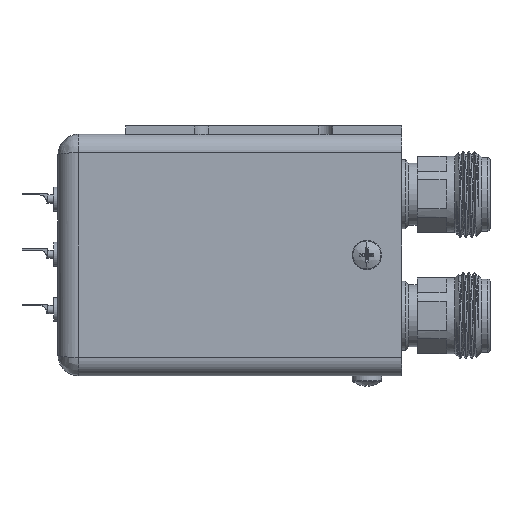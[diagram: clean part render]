
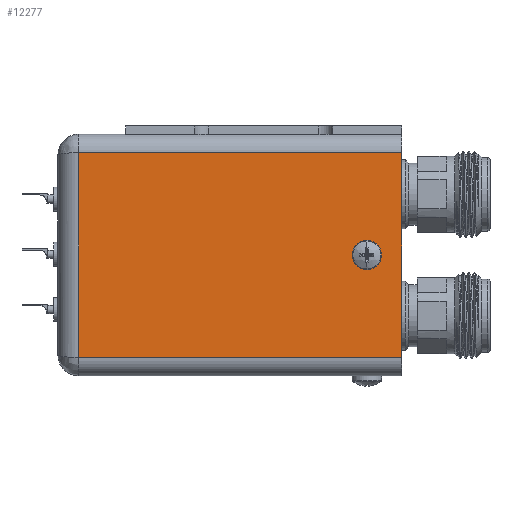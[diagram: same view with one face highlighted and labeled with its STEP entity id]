
A CAD part, left-side view. The second image highlights one B-rep face of the part: STEP entity #12277.
In plain terms, the highlighted planar face has unit normal (-1, 0, 0).
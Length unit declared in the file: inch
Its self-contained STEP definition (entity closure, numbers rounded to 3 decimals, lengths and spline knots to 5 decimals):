
#277 = EDGE_CURVE ( 'NONE', #15060, #27499, #20731, .T. ) ;
#596 = DIRECTION ( 'NONE',  ( 0., 0., 1. ) ) ;
#664 = VECTOR ( 'NONE', #9098, 39.37008 ) ;
#1173 = CARTESIAN_POINT ( 'NONE',  ( -0.875, 0., 0. ) ) ;
#1973 = EDGE_LOOP ( 'NONE', ( #6588, #22634, #25882, #11246 ) ) ;
#6588 = ORIENTED_EDGE ( 'NONE', *, *, #10200, .F. ) ;
#7436 = ORIENTED_EDGE ( 'NONE', *, *, #27095, .F. ) ;
#7581 = AXIS2_PLACEMENT_3D ( 'NONE', #16407, #25594, #596 ) ;
#9098 = DIRECTION ( 'NONE',  ( 0., 1., 0. ) ) ;
#9251 = CARTESIAN_POINT ( 'NONE',  ( -0.875, 0.252, 0. ) ) ;
#9476 = PLANE ( 'NONE',  #20914 ) ;
#9986 = CIRCLE ( 'NONE', #7581, 0.0675 ) ;
#10200 = EDGE_CURVE ( 'NONE', #15060, #14325, #27321, .T. ) ;
#10745 = EDGE_CURVE ( 'NONE', #14325, #13998, #23682, .T. ) ;
#11061 = EDGE_LOOP ( 'NONE', ( #26998, #7436 ) ) ;
#11246 = ORIENTED_EDGE ( 'NONE', *, *, #10745, .F. ) ;
#12277 = ADVANCED_FACE ( 'NONE', ( #18650, #18211 ), #9476, .F. ) ;
#12460 = DIRECTION ( 'NONE',  ( 0., 0., 1. ) ) ;
#13449 = DIRECTION ( 'NONE',  ( -1., 0., 0. ) ) ;
#13875 = CARTESIAN_POINT ( 'NONE',  ( -0.875, 0.252, 0.0675 ) ) ;
#13972 = CARTESIAN_POINT ( 'NONE',  ( -0.875, 0., 0.741 ) ) ;
#13998 = VERTEX_POINT ( 'NONE', #23060 ) ;
#14325 = VERTEX_POINT ( 'NONE', #21664 ) ;
#14632 = DIRECTION ( 'NONE',  ( 0., 0., 1. ) ) ;
#14719 = EDGE_CURVE ( 'NONE', #13998, #27499, #26323, .T. ) ;
#15060 = VERTEX_POINT ( 'NONE', #24453 ) ;
#15298 = VERTEX_POINT ( 'NONE', #20219 ) ;
#16407 = CARTESIAN_POINT ( 'NONE',  ( -0.875, 0.252, 0. ) ) ;
#16685 = CIRCLE ( 'NONE', #22482, 0.0675 ) ;
#18211 = FACE_BOUND ( 'NONE', #11061, .T. ) ;
#18650 = FACE_OUTER_BOUND ( 'NONE', #1973, .T. ) ;
#19378 = VECTOR ( 'NONE', #21776, 39.37008 ) ;
#20219 = CARTESIAN_POINT ( 'NONE',  ( -0.875, 0.252, -0.0675 ) ) ;
#20510 = CARTESIAN_POINT ( 'NONE',  ( -0.875, 2.49, -0.741 ) ) ;
#20552 = VECTOR ( 'NONE', #12460, 39.37008 ) ;
#20731 = LINE ( 'NONE', #1173, #20552 ) ;
#20870 = VECTOR ( 'NONE', #14632, 39.37008 ) ;
#20914 = AXIS2_PLACEMENT_3D ( 'NONE', #27842, #21039, #25120 ) ;
#21039 = DIRECTION ( 'NONE',  ( 1., 0., 0. ) ) ;
#21411 = CARTESIAN_POINT ( 'NONE',  ( -0.875, 2.34, 0.875 ) ) ;
#21664 = CARTESIAN_POINT ( 'NONE',  ( -0.875, 2.34, -0.741 ) ) ;
#21776 = DIRECTION ( 'NONE',  ( 0., -1., 0. ) ) ;
#22482 = AXIS2_PLACEMENT_3D ( 'NONE', #9251, #13449, #23086 ) ;
#22634 = ORIENTED_EDGE ( 'NONE', *, *, #277, .T. ) ;
#23060 = CARTESIAN_POINT ( 'NONE',  ( -0.875, 2.34, 0.741 ) ) ;
#23086 = DIRECTION ( 'NONE',  ( 0., 0., 1. ) ) ;
#23682 = LINE ( 'NONE', #21411, #20870 ) ;
#24350 = CARTESIAN_POINT ( 'NONE',  ( -0.875, 2.49, 0.741 ) ) ;
#24453 = CARTESIAN_POINT ( 'NONE',  ( -0.875, 0., -0.741 ) ) ;
#25120 = DIRECTION ( 'NONE',  ( 0., 0., -1. ) ) ;
#25594 = DIRECTION ( 'NONE',  ( -1., 0., 0. ) ) ;
#25882 = ORIENTED_EDGE ( 'NONE', *, *, #14719, .F. ) ;
#26323 = LINE ( 'NONE', #24350, #19378 ) ;
#26557 = EDGE_CURVE ( 'NONE', #28820, #15298, #16685, .T. ) ;
#26998 = ORIENTED_EDGE ( 'NONE', *, *, #26557, .F. ) ;
#27095 = EDGE_CURVE ( 'NONE', #15298, #28820, #9986, .T. ) ;
#27321 = LINE ( 'NONE', #20510, #664 ) ;
#27499 = VERTEX_POINT ( 'NONE', #13972 ) ;
#27842 = CARTESIAN_POINT ( 'NONE',  ( -0.875, 2.49, 0.875 ) ) ;
#28820 = VERTEX_POINT ( 'NONE', #13875 ) ;
